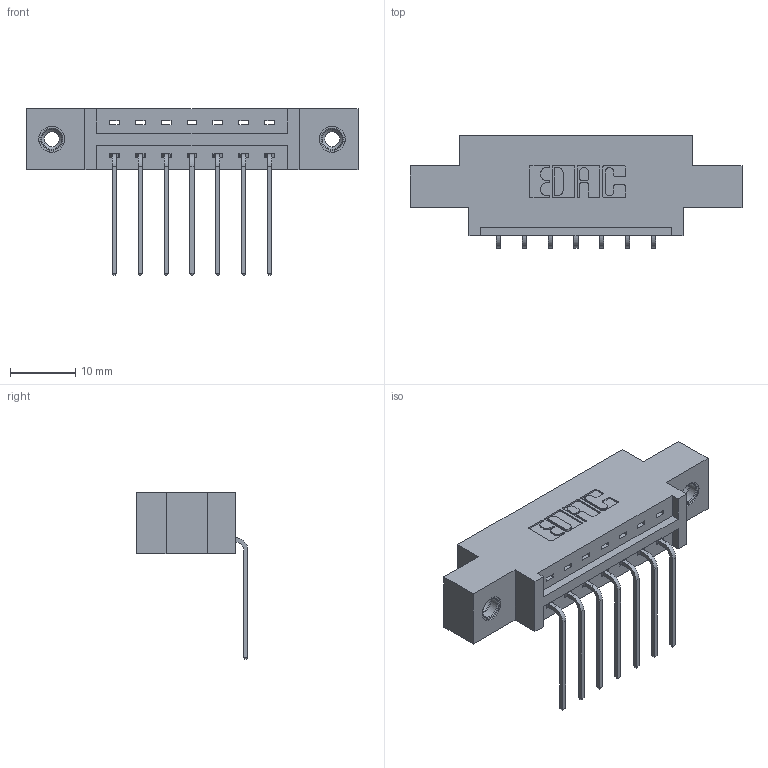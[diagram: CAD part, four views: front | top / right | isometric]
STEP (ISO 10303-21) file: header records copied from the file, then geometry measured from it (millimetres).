
FILE_DESCRIPTION (( 'STEP AP203' ), '1' );
FILE_NAME ('337-007-559-608.STEP', '2019-09-27T18:26:27', ( '' ), ( '' ), 'SwSTEP 2.0', 'SolidWorks 2016', '' );
FILE_SCHEMA (( 'CONFIG_CONTROL_DESIGN' ));
Length unit declared in the file: inch
Products named in the file (4): 345-250-001_345-250-003-102; 345-292-001_558 559 Tail - 1; 337-007-559-608; 337 Part_0.170 Offset - 0.156 Dia-TI
Assembly tree (10 placements, depth 2):
  337-007-559-608
    337 Part_0.170 Offset - 0.156 Dia-TI
    345-292-001_558 559 Tail - 1  x7
    345-250-001_345-250-003-102  x2
Bounding box: 50.75 x 17.09 x 25.53 mm (x, y, z)
Volume: 4735.8 mm3; surface area: 4969 mm2
Topology: 10 solids, 10 shells, 626 faces, 1817 edges, 1194 vertices
Faces by surface type: plane 442, cylinder 168, cone 12, torus 4
Entity records: 11132 total; most frequent: CARTESIAN_POINT 1918, ORIENTED_EDGE 1854, DIRECTION 1719, EDGE_CURVE 927, VECTOR 779, LINE 779, VERTEX_POINT 612, AXIS2_PLACEMENT_3D 470
